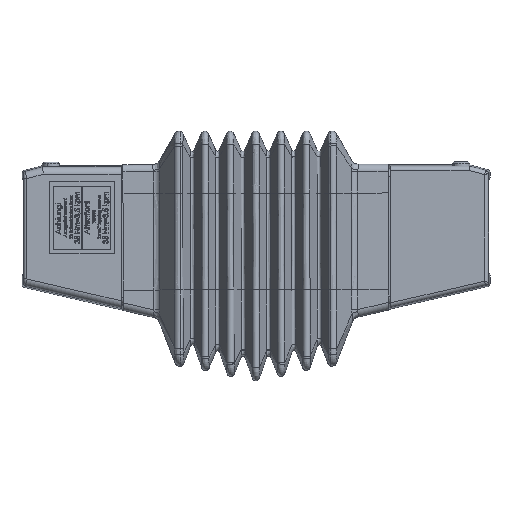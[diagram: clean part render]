
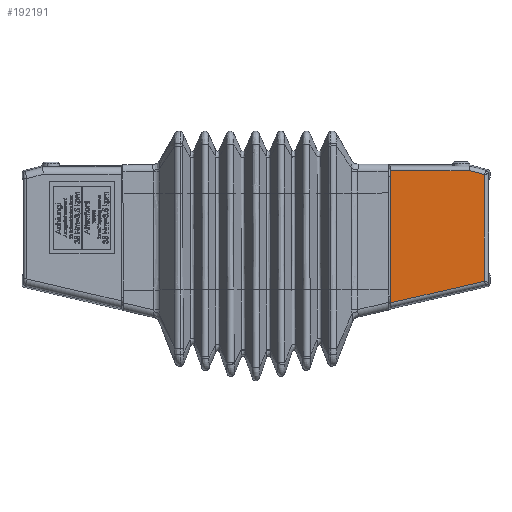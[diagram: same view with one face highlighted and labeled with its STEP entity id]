
A CAD part, top view. The second image highlights one B-rep face of the part: STEP entity #192191.
In plain terms, the highlighted face is planar.
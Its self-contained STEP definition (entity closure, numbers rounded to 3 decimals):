
#183151 = DIRECTION ( 'NONE',  ( 1., 0., 0. ) ) ;
#183153 = VECTOR ( 'NONE', #183151, 1000. ) ;
#183155 = CARTESIAN_POINT ( 'NONE',  ( -7., 39.978, -42. ) ) ;
#183156 = LINE ( 'NONE', #183155, #183153 ) ;
#183177 = DIRECTION ( 'NONE',  ( -1., 0., 0. ) ) ;
#183178 = DIRECTION ( 'NONE',  ( 0., 0., -1. ) ) ;
#183179 = AXIS2_PLACEMENT_3D ( 'NONE', #183181, #183178, #183177 ) ;
#183181 = CARTESIAN_POINT ( 'NONE',  ( -7., 44., -42. ) ) ;
#183182 = PLANE ( 'NONE',  #183179 ) ;
#183183 = FACE_OUTER_BOUND ( 'NONE', #192311, .T. ) ;
#183305 = DIRECTION ( 'NONE',  ( 0.966, 0.259, 0. ) ) ;
#183306 = VECTOR ( 'NONE', #183305, 1000. ) ;
#183308 = CARTESIAN_POINT ( 'NONE',  ( -9.71, 54.115, -42. ) ) ;
#183309 = LINE ( 'NONE', #183308, #183306 ) ;
#183310 = DIRECTION ( 'NONE',  ( -0.974, 0.225, 0. ) ) ;
#183311 = VECTOR ( 'NONE', #183310, 1000. ) ;
#183312 = CARTESIAN_POINT ( 'NONE',  ( -28.049, -47.173, -42. ) ) ;
#183313 = LINE ( 'NONE', #183312, #183311 ) ;
#183316 = CARTESIAN_POINT ( 'NONE',  ( -8.295, -51.734, -42. ) ) ;
#183317 = DIRECTION ( 'NONE',  ( 0., -1., 0. ) ) ;
#183318 = VECTOR ( 'NONE', #183317, 1000. ) ;
#183319 = CARTESIAN_POINT ( 'NONE',  ( -8.295, 44., -42. ) ) ;
#183320 = LINE ( 'NONE', #183319, #183318 ) ;
#183323 = CARTESIAN_POINT ( 'NONE',  ( -72.978, 37.162, -42. ) ) ;
#183324 = CARTESIAN_POINT ( 'NONE',  ( -72.978, -36.801, -42. ) ) ;
#183325 = DIRECTION ( 'NONE',  ( 0., 1., 0. ) ) ;
#183326 = VECTOR ( 'NONE', #183325, 1000. ) ;
#183327 = CARTESIAN_POINT ( 'NONE',  ( -72.978, 44., -42. ) ) ;
#183328 = LINE ( 'NONE', #183327, #183326 ) ;
#183415 = CARTESIAN_POINT ( 'NONE',  ( -8.295, 39.978, -42. ) ) ;
#183420 = CARTESIAN_POINT ( 'NONE',  ( -62.47, 39.978, -42. ) ) ;
#192191 = ADVANCED_FACE ( 'NONE', ( #183183 ), #183182, .T. ) ;
#192267 = EDGE_CURVE ( 'NONE', #192862, #192873, #183156, .T. ) ;
#192311 = EDGE_LOOP ( 'NONE', ( #192352, #192751, #192777, #192848, #192827 ) ) ;
#192352 = ORIENTED_EDGE ( 'NONE', *, *, #192267, .T. ) ;
#192675 = EDGE_CURVE ( 'NONE', #192697, #192711, #183328, .T. ) ;
#192697 = VERTEX_POINT ( 'NONE', #183324 ) ;
#192711 = VERTEX_POINT ( 'NONE', #183323 ) ;
#192751 = ORIENTED_EDGE ( 'NONE', *, *, #192763, .T. ) ;
#192763 = EDGE_CURVE ( 'NONE', #192873, #192771, #183320, .T. ) ;
#192771 = VERTEX_POINT ( 'NONE', #183316 ) ;
#192777 = ORIENTED_EDGE ( 'NONE', *, *, #192791, .T. ) ;
#192791 = EDGE_CURVE ( 'NONE', #192771, #192697, #183313, .T. ) ;
#192823 = EDGE_CURVE ( 'NONE', #192711, #192862, #183309, .T. ) ;
#192827 = ORIENTED_EDGE ( 'NONE', *, *, #192823, .T. ) ;
#192848 = ORIENTED_EDGE ( 'NONE', *, *, #192675, .T. ) ;
#192862 = VERTEX_POINT ( 'NONE', #183420 ) ;
#192873 = VERTEX_POINT ( 'NONE', #183415 ) ;
